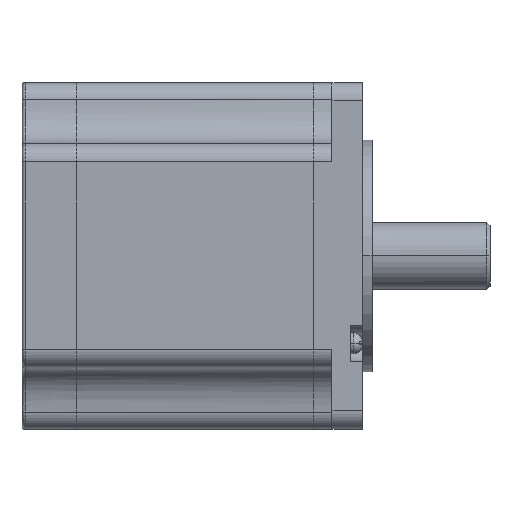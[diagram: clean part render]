
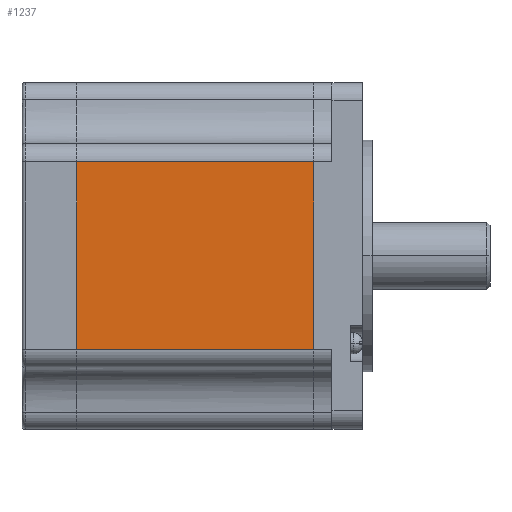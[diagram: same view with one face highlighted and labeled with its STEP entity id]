
A CAD part, top view. The second image highlights one B-rep face of the part: STEP entity #1237.
In plain terms, the highlighted planar face has unit normal (0, 0, 1).
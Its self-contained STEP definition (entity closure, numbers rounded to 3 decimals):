
#483 = DIRECTION ( 'NONE',  ( 1., 0., 0. ) ) ;
#1237 = ADVANCED_FACE ( 'NONE', ( #1252 ), #1980, .F. ) ;
#1252 = FACE_OUTER_BOUND ( 'NONE', #2601, .T. ) ;
#1462 = LINE ( 'NONE', #3279, #5946 ) ;
#1529 = LINE ( 'NONE', #3184, #4471 ) ;
#1872 = EDGE_CURVE ( 'NONE', #6418, #5940, #1529, .T. ) ;
#1944 = VERTEX_POINT ( 'NONE', #6799 ) ;
#1980 = PLANE ( 'NONE',  #5292 ) ;
#1985 = CARTESIAN_POINT ( 'NONE',  ( 9., -15.44, 28.5 ) ) ;
#2444 = VECTOR ( 'NONE', #483, 1000. ) ;
#2462 = CARTESIAN_POINT ( 'NONE',  ( 56., -15.44, 28.5 ) ) ;
#2601 = EDGE_LOOP ( 'NONE', ( #2750, #2757, #6628, #7557 ) ) ;
#2735 = DIRECTION ( 'NONE',  ( 0., 0., -1. ) ) ;
#2750 = ORIENTED_EDGE ( 'NONE', *, *, #4513, .F. ) ;
#2757 = ORIENTED_EDGE ( 'NONE', *, *, #7533, .T. ) ;
#3051 = CARTESIAN_POINT ( 'NONE',  ( 48., -15.44, 28.5 ) ) ;
#3184 = CARTESIAN_POINT ( 'NONE',  ( 9., -28.5, 28.5 ) ) ;
#3279 = CARTESIAN_POINT ( 'NONE',  ( 56., 15.44, 28.5 ) ) ;
#3435 = EDGE_CURVE ( 'NONE', #6418, #7269, #5638, .T. ) ;
#3875 = CARTESIAN_POINT ( 'NONE',  ( 9., 15.44, 28.5 ) ) ;
#4471 = VECTOR ( 'NONE', #8041, 1000. ) ;
#4513 = EDGE_CURVE ( 'NONE', #1944, #7269, #6392, .T. ) ;
#4524 = VECTOR ( 'NONE', #5171, 1000. ) ;
#5084 = CARTESIAN_POINT ( 'NONE',  ( 48., -28.5, 28.5 ) ) ;
#5171 = DIRECTION ( 'NONE',  ( 0., -1., 0. ) ) ;
#5271 = DIRECTION ( 'NONE',  ( 0., 1., 0. ) ) ;
#5292 = AXIS2_PLACEMENT_3D ( 'NONE', #8430, #2735, #5271 ) ;
#5638 = LINE ( 'NONE', #2462, #2444 ) ;
#5940 = VERTEX_POINT ( 'NONE', #3875 ) ;
#5946 = VECTOR ( 'NONE', #6615, 1000. ) ;
#6392 = LINE ( 'NONE', #5084, #4524 ) ;
#6418 = VERTEX_POINT ( 'NONE', #1985 ) ;
#6615 = DIRECTION ( 'NONE',  ( -1., 0., 0. ) ) ;
#6628 = ORIENTED_EDGE ( 'NONE', *, *, #1872, .F. ) ;
#6799 = CARTESIAN_POINT ( 'NONE',  ( 48., 15.44, 28.5 ) ) ;
#7269 = VERTEX_POINT ( 'NONE', #3051 ) ;
#7533 = EDGE_CURVE ( 'NONE', #1944, #5940, #1462, .T. ) ;
#7557 = ORIENTED_EDGE ( 'NONE', *, *, #3435, .T. ) ;
#8041 = DIRECTION ( 'NONE',  ( 0., 1., 0. ) ) ;
#8430 = CARTESIAN_POINT ( 'NONE',  ( 56., -28.5, 28.5 ) ) ;
